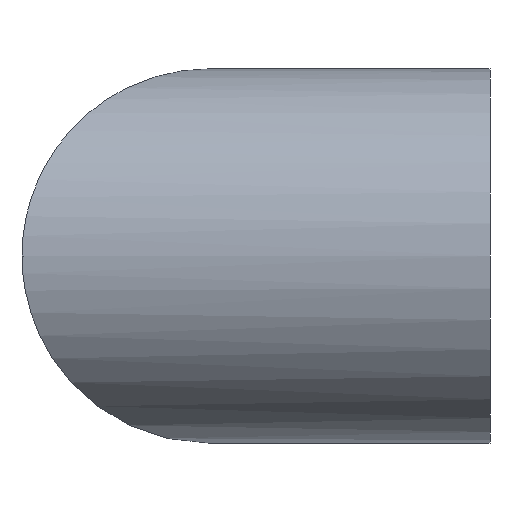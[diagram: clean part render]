
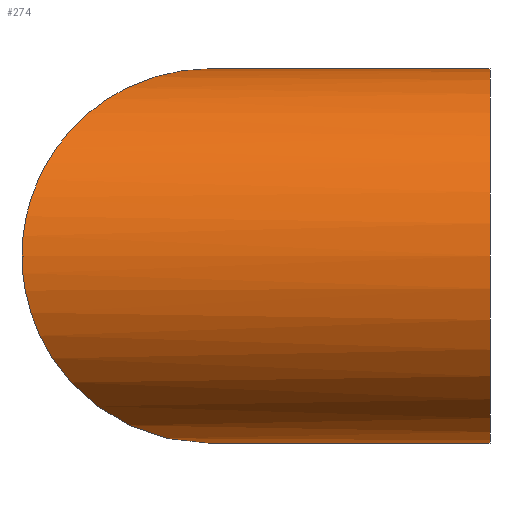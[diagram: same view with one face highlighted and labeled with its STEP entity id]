
A CAD part, left-side view. The second image highlights one B-rep face of the part: STEP entity #274.
In plain terms, the highlighted cylindrical face has radius 12.7 mm (diameter 25.4 mm), a partial arc.
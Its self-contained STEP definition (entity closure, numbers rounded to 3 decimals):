
#11 = EDGE_CURVE ( 'NONE', #688, #590, #122, .T. ) ;
#12 = CARTESIAN_POINT ( 'NONE',  ( -2.839, 21.889, -12.399 ) ) ;
#17 = DIRECTION ( 'NONE',  ( 0., 0., -1. ) ) ;
#23 = CARTESIAN_POINT ( 'NONE',  ( -9.372, 28.422, -8.58 ) ) ;
#32 = CARTESIAN_POINT ( 'NONE',  ( -9.383, 28.433, 8.601 ) ) ;
#33 = CARTESIAN_POINT ( 'NONE',  ( -12.549, 31.599, 2.019 ) ) ;
#34 = CARTESIAN_POINT ( 'NONE',  ( -3.54, 22.59, 12.202 ) ) ;
#39 = CARTESIAN_POINT ( 'NONE',  ( -12.639, 31.689, 1.268 ) ) ;
#54 = CARTESIAN_POINT ( 'NONE',  ( 0., 19.05, 12.7 ) ) ;
#76 = CARTESIAN_POINT ( 'NONE',  ( -3.536, 22.586, -12.22 ) ) ;
#80 = CARTESIAN_POINT ( 'NONE',  ( -5.595, 24.645, -11.407 ) ) ;
#81 = CARTESIAN_POINT ( 'NONE',  ( -5.935, 24.985, -11.235 ) ) ;
#95 = CARTESIAN_POINT ( 'NONE',  ( 0., 19.05, 12.7 ) ) ;
#99 = EDGE_CURVE ( 'NONE', #133, #590, #199, .T. ) ;
#122 = LINE ( 'NONE', #484, #627 ) ;
#124 = ORIENTED_EDGE ( 'NONE', *, *, #343, .T. ) ;
#133 = VERTEX_POINT ( 'NONE', #625 ) ;
#137 = CARTESIAN_POINT ( 'NONE',  ( -12.086, 31.136, -3.93 ) ) ;
#139 = CARTESIAN_POINT ( 'NONE',  ( -10.943, 29.993, -6.512 ) ) ;
#146 = CARTESIAN_POINT ( 'NONE',  ( -8.804, 27.854, 9.189 ) ) ;
#151 = CARTESIAN_POINT ( 'NONE',  ( -4.931, 23.981, 11.727 ) ) ;
#181 = VECTOR ( 'NONE', #534, 1000. ) ;
#194 = CARTESIAN_POINT ( 'NONE',  ( -4.57, 23.62, -11.855 ) ) ;
#196 = EDGE_LOOP ( 'NONE', ( #780, #457, #694, #124, #366 ) ) ;
#199 = CIRCLE ( 'NONE', #750, 12.7 ) ;
#203 = CARTESIAN_POINT ( 'NONE',  ( -8.79, 27.84, -9.176 ) ) ;
#209 = CARTESIAN_POINT ( 'NONE',  ( -12.7, 31.75, 0. ) ) ;
#214 = B_SPLINE_CURVE_WITH_KNOTS ( 'NONE', 3,
 ( #531, #649, #714, #408, #39, #33, #400, #398, #643, #705, #335, #758, #465, #224, #341, #32, #146, #528, #586, #215, #151, #766, #34, #588, #402, #281, #472, #95 ),
 .UNSPECIFIED., .F., .F.,
 ( 4, 2, 2, 2, 2, 2, 2, 2, 2, 2, 2, 2, 2, 4 ),
 ( 0.024, 0.025, 0.026, 0.027, 0.029, 0.03, 0.032, 0.033, 0.036, 0.039, 0.042, 0.044, 0.045, 0.048 ),
 .UNSPECIFIED. ) ;
#215 = CARTESIAN_POINT ( 'NONE',  ( -5.608, 24.658, 11.42 ) ) ;
#219 = CARTESIAN_POINT ( 'NONE',  ( -12.67, 31.72, -1.007 ) ) ;
#224 = CARTESIAN_POINT ( 'NONE',  ( -10.439, 29.489, 7.247 ) ) ;
#259 = CARTESIAN_POINT ( 'NONE',  ( -10.459, 29.509, -7.255 ) ) ;
#263 = CARTESIAN_POINT ( 'NONE',  ( -11.568, 30.618, -5.263 ) ) ;
#271 = CARTESIAN_POINT ( 'NONE',  ( -12.7, 31.75, -0.505 ) ) ;
#274 = ADVANCED_FACE ( 'NONE', ( #326 ), #620, .T. ) ;
#278 = CARTESIAN_POINT ( 'NONE',  ( 0., 200., -12.7 ) ) ;
#281 = CARTESIAN_POINT ( 'NONE',  ( -1.422, 20.472, 12.64 ) ) ;
#303 = EDGE_CURVE ( 'NONE', #414, #336, #383, .T. ) ;
#320 = DIRECTION ( 'NONE',  ( 0., -1., 0. ) ) ;
#323 = CARTESIAN_POINT ( 'NONE',  ( 0., 200., 0. ) ) ;
#326 = FACE_OUTER_BOUND ( 'NONE', #196, .T. ) ;
#335 = CARTESIAN_POINT ( 'NONE',  ( -11.564, 30.614, 5.27 ) ) ;
#336 = VERTEX_POINT ( 'NONE', #344 ) ;
#341 = CARTESIAN_POINT ( 'NONE',  ( -10.183, 29.233, 7.601 ) ) ;
#343 = EDGE_CURVE ( 'NONE', #414, #133, #717, .T. ) ;
#344 = CARTESIAN_POINT ( 'NONE',  ( -12.7, 31.75, 0. ) ) ;
#366 = ORIENTED_EDGE ( 'NONE', *, *, #99, .T. ) ;
#374 = DIRECTION ( 'NONE',  ( 0., 0., 1. ) ) ;
#379 = EDGE_CURVE ( 'NONE', #336, #688, #214, .T. ) ;
#383 = B_SPLINE_CURVE_WITH_KNOTS ( 'NONE', 3,
 ( #642, #700, #448, #12, #76, #194, #511, #80, #81, #695, #393, #519, #203, #23, #630, #259, #139, #263, #462, #137, #698, #708, #476, #219, #271, #209 ),
 .UNSPECIFIED., .F., .F.,
 ( 4, 2, 2, 2, 2, 2, 2, 2, 2, 2, 2, 2, 4 ),
 ( 0., 0.003, 0.006, 0.008, 0.009, 0.012, 0.014, 0.015, 0.018, 0.02, 0.021, 0.023, 0.024 ),
 .UNSPECIFIED. ) ;
#393 = CARTESIAN_POINT ( 'NONE',  ( -7.573, 26.623, -10.227 ) ) ;
#398 = CARTESIAN_POINT ( 'NONE',  ( -12.228, 31.278, 3.466 ) ) ;
#400 = CARTESIAN_POINT ( 'NONE',  ( -12.46, 31.51, 2.508 ) ) ;
#402 = CARTESIAN_POINT ( 'NONE',  ( -2.483, 21.533, 12.46 ) ) ;
#408 = CARTESIAN_POINT ( 'NONE',  ( -12.662, 31.712, 1.013 ) ) ;
#414 = VERTEX_POINT ( 'NONE', #685 ) ;
#448 = CARTESIAN_POINT ( 'NONE',  ( -1.43, 20.48, -12.639 ) ) ;
#457 = ORIENTED_EDGE ( 'NONE', *, *, #379, .F. ) ;
#462 = CARTESIAN_POINT ( 'NONE',  ( -11.757, 30.807, -4.827 ) ) ;
#465 = CARTESIAN_POINT ( 'NONE',  ( -10.923, 29.973, 6.495 ) ) ;
#472 = CARTESIAN_POINT ( 'NONE',  ( -0.713, 19.763, 12.7 ) ) ;
#476 = CARTESIAN_POINT ( 'NONE',  ( -12.551, 31.601, -2.004 ) ) ;
#484 = CARTESIAN_POINT ( 'NONE',  ( 0., 200., 12.7 ) ) ;
#511 = CARTESIAN_POINT ( 'NONE',  ( -4.913, 23.963, -11.717 ) ) ;
#519 = CARTESIAN_POINT ( 'NONE',  ( -8.491, 27.541, -9.453 ) ) ;
#528 = CARTESIAN_POINT ( 'NONE',  ( -7.567, 26.617, 10.231 ) ) ;
#531 = CARTESIAN_POINT ( 'NONE',  ( -12.7, 31.75, 0. ) ) ;
#532 = CARTESIAN_POINT ( 'NONE',  ( 0., 0., 12.7 ) ) ;
#534 = DIRECTION ( 'NONE',  ( 0., -1., 0. ) ) ;
#548 = DIRECTION ( 'NONE',  ( 0., -1., 0. ) ) ;
#560 = DIRECTION ( 'NONE',  ( 0., 1., 0. ) ) ;
#567 = CARTESIAN_POINT ( 'NONE',  ( 0., 0., 0. ) ) ;
#586 = CARTESIAN_POINT ( 'NONE',  ( -6.926, 25.976, 10.672 ) ) ;
#588 = CARTESIAN_POINT ( 'NONE',  ( -2.836, 21.886, 12.385 ) ) ;
#590 = VERTEX_POINT ( 'NONE', #532 ) ;
#620 = CYLINDRICAL_SURFACE ( 'NONE', #772, 12.7 ) ;
#625 = CARTESIAN_POINT ( 'NONE',  ( 0., 0., -12.7 ) ) ;
#627 = VECTOR ( 'NONE', #548, 1000. ) ;
#630 = CARTESIAN_POINT ( 'NONE',  ( -9.655, 28.705, -8.262 ) ) ;
#642 = CARTESIAN_POINT ( 'NONE',  ( 0., 19.05, -12.7 ) ) ;
#643 = CARTESIAN_POINT ( 'NONE',  ( -12.084, 31.134, 3.937 ) ) ;
#649 = CARTESIAN_POINT ( 'NONE',  ( -12.7, 31.75, 0.252 ) ) ;
#685 = CARTESIAN_POINT ( 'NONE',  ( 0., 19.05, -12.7 ) ) ;
#688 = VERTEX_POINT ( 'NONE', #54 ) ;
#694 = ORIENTED_EDGE ( 'NONE', *, *, #303, .F. ) ;
#695 = CARTESIAN_POINT ( 'NONE',  ( -6.932, 25.982, -10.669 ) ) ;
#698 = CARTESIAN_POINT ( 'NONE',  ( -12.228, 31.278, -3.466 ) ) ;
#700 = CARTESIAN_POINT ( 'NONE',  ( -0.719, 19.769, -12.7 ) ) ;
#705 = CARTESIAN_POINT ( 'NONE',  ( -11.752, 30.802, 4.839 ) ) ;
#708 = CARTESIAN_POINT ( 'NONE',  ( -12.461, 31.511, -2.504 ) ) ;
#714 = CARTESIAN_POINT ( 'NONE',  ( -12.692, 31.742, 0.505 ) ) ;
#717 = LINE ( 'NONE', #278, #181 ) ;
#750 = AXIS2_PLACEMENT_3D ( 'NONE', #567, #560, #374 ) ;
#758 = CARTESIAN_POINT ( 'NONE',  ( -11.15, 30.2, 6.097 ) ) ;
#766 = CARTESIAN_POINT ( 'NONE',  ( -3.892, 22.942, 12.095 ) ) ;
#772 = AXIS2_PLACEMENT_3D ( 'NONE', #323, #320, #17 ) ;
#780 = ORIENTED_EDGE ( 'NONE', *, *, #11, .F. ) ;
